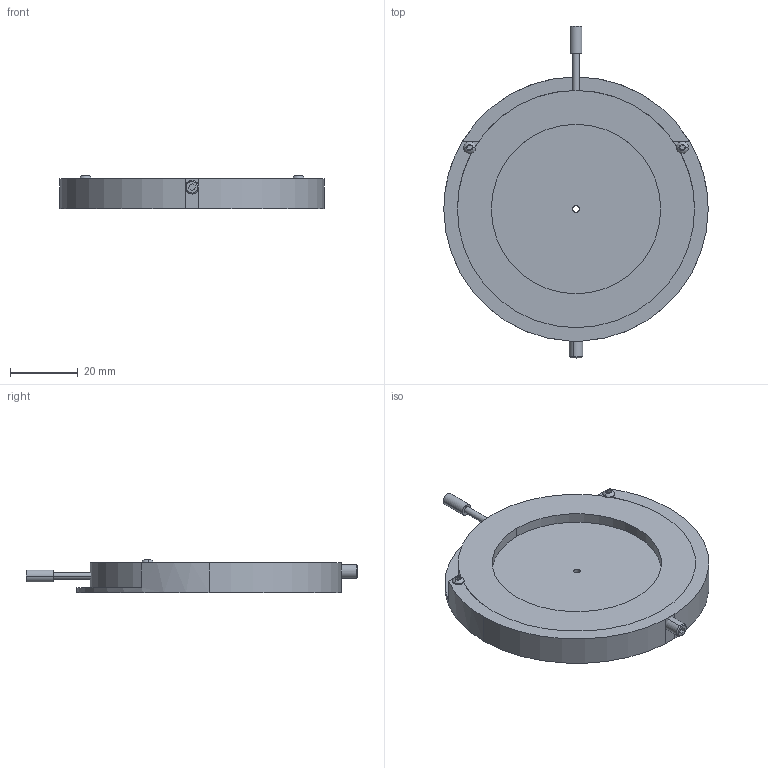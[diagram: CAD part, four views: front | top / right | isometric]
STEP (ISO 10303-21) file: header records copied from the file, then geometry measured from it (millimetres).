
FILE_DESCRIPTION (( 'STEP AP214' ), '1' );
FILE_NAME ('ID2050M.STEP', '2024-10-18T09:02:49', ( '' ), ( '' ), 'SwSTEP 2.0', 'SolidWorks 2024', '' );
FILE_SCHEMA (( 'AUTOMOTIVE_DESIGN' ));
Length unit declared in the file: millimetre
Products named in the file (5): U-F3-E2-M4x8_U-F3-E1-M5x6; ID2050; U-F1-ID2050M1-D0; U-F3-B5-M2X6; ID2050M
Assembly tree (5 placements, depth 2):
  ID2050M
    U-F1-ID2050M1-D0
    ID2050
    U-F3-B5-M2X6  x2
    U-F3-E2-M4x8_U-F3-E1-M5x6
Bounding box: 78 x 97.95 x 9.8 mm (x, y, z)
Volume: 24786.5 mm3; surface area: 16469.8 mm2
Topology: 6 solids, 6 shells, 91 faces, 198 edges, 126 vertices
Faces by surface type: plane 44, cylinder 35, cone 8, sphere 4
Entity records: 2223 total; most frequent: DIRECTION 400, CARTESIAN_POINT 347, ORIENTED_EDGE 320, EDGE_CURVE 160, AXIS2_PLACEMENT_3D 157, VERTEX_POINT 104, EDGE_LOOP 88, VECTOR 86
